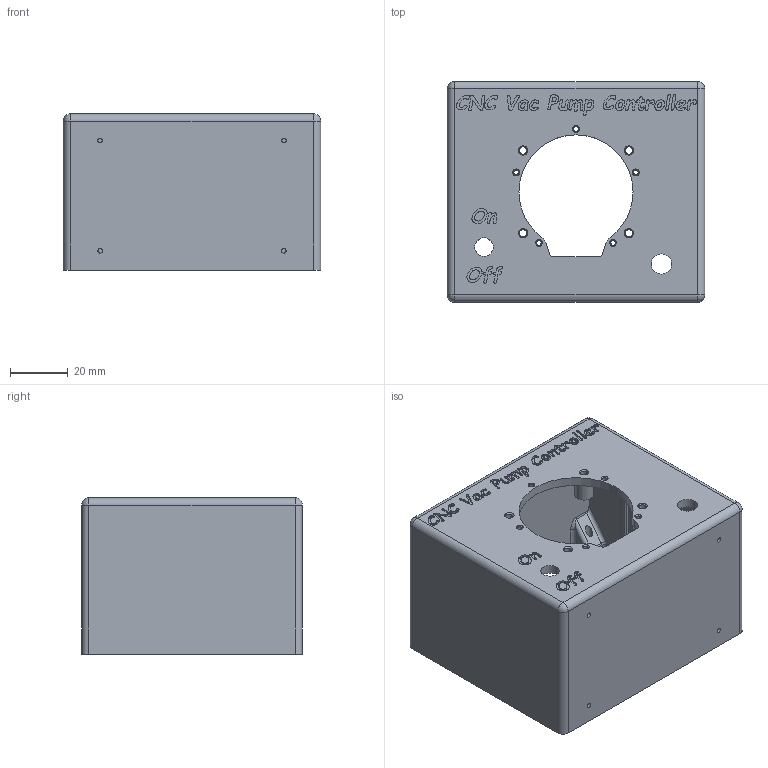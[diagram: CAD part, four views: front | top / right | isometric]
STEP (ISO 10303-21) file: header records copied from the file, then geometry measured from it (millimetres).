
FILE_DESCRIPTION (( 'STEP AP214' ), '1' );
FILE_NAME ('Enclosure.STEP', '2025-08-05T17:08:23', ( '' ), ( '' ), 'SwSTEP 2.0', 'SolidWorks 2025', '' );
FILE_SCHEMA (( 'AUTOMOTIVE_DESIGN' ));
Length unit declared in the file: inch
Products named in the file (1): Enclosure
Bounding box: 88.9 x 76.2 x 53.98 mm (x, y, z)
Volume: 73350.7 mm3; surface area: 46841.6 mm2
Topology: 1 solids, 1 shells, 655 faces, 1741 edges, 1108 vertices
Faces by surface type: bspline 337, plane 131, cylinder 129, cone 26, sphere 16, torus 16
Entity records: 34000 total; most frequent: CARTESIAN_POINT 19946, ORIENTED_EDGE 3450, DIRECTION 1933, EDGE_CURVE 1725, VERTEX_POINT 1108, LINE 759, VECTOR 759, EDGE_LOOP 731
